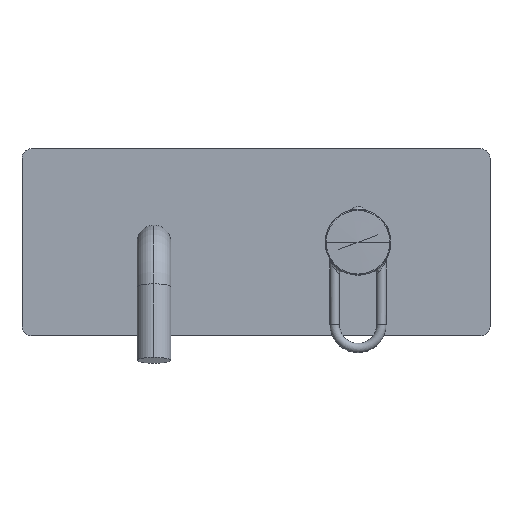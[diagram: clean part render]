
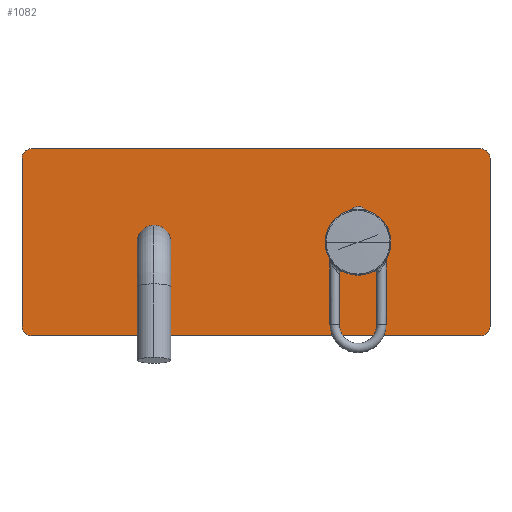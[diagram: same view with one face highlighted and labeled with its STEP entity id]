
A CAD part, top view. The second image highlights one B-rep face of the part: STEP entity #1082.
In plain terms, the highlighted planar face has unit normal (0, 0, 1).
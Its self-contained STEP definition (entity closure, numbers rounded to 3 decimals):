
#83=CARTESIAN_POINT('',(65.5,45.,50.));
#84=DIRECTION('',(0.,0.,1.));
#85=DIRECTION('',(1.,0.,0.));
#86=AXIS2_PLACEMENT_3D('',#83,#84,#85);
#88=DIRECTION('',(0.,1.,0.));
#89=VECTOR('',#88,90.);
#90=CARTESIAN_POINT('',(70.5,-45.,50.));
#91=LINE('',#90,#89);
#92=CARTESIAN_POINT('',(65.5,-45.,50.));
#93=DIRECTION('',(0.,0.,1.));
#94=DIRECTION('',(0.,-1.,0.));
#95=AXIS2_PLACEMENT_3D('',#92,#93,#94);
#97=DIRECTION('',(1.,0.,0.));
#98=VECTOR('',#97,240.);
#99=CARTESIAN_POINT('',(-174.5,-50.,50.));
#100=LINE('',#99,#98);
#101=CARTESIAN_POINT('',(-174.5,-45.,50.));
#102=DIRECTION('',(0.,0.,1.));
#103=DIRECTION('',(-1.,0.,0.));
#104=AXIS2_PLACEMENT_3D('',#101,#102,#103);
#106=DIRECTION('',(0.,-1.,0.));
#107=VECTOR('',#106,90.);
#108=CARTESIAN_POINT('',(-179.5,45.,50.));
#109=LINE('',#108,#107);
#110=CARTESIAN_POINT('',(-174.5,45.,50.));
#111=DIRECTION('',(0.,0.,1.));
#112=DIRECTION('',(0.,1.,0.));
#113=AXIS2_PLACEMENT_3D('',#110,#111,#112);
#115=DIRECTION('',(-1.,0.,0.));
#116=VECTOR('',#115,240.);
#117=CARTESIAN_POINT('',(65.5,50.,50.));
#118=LINE('',#117,#116);
#119=CARTESIAN_POINT('',(-109.,0.,50.));
#120=DIRECTION('',(0.,0.,1.));
#121=DIRECTION('',(0.,-1.,0.));
#122=AXIS2_PLACEMENT_3D('',#119,#120,#121);
#124=CARTESIAN_POINT('',(-109.,0.,50.));
#125=DIRECTION('',(0.,0.,1.));
#126=DIRECTION('',(0.,1.,0.));
#127=AXIS2_PLACEMENT_3D('',#124,#125,#126);
#137=CARTESIAN_POINT('',(0.,0.,50.));
#138=DIRECTION('',(0.,0.,-1.));
#139=DIRECTION('',(-1.,0.,0.));
#140=AXIS2_PLACEMENT_3D('',#137,#138,#139);
#147=CARTESIAN_POINT('',(0.,0.,50.));
#148=DIRECTION('',(0.,0.,-1.));
#149=DIRECTION('',(1.,0.,0.));
#150=AXIS2_PLACEMENT_3D('',#147,#148,#149);
#811=CARTESIAN_POINT('',(70.5,45.,50.));
#812=VERTEX_POINT('',#811);
#813=CARTESIAN_POINT('',(65.5,50.,50.));
#814=VERTEX_POINT('',#813);
#819=CARTESIAN_POINT('',(-174.5,50.,50.));
#820=VERTEX_POINT('',#819);
#821=CARTESIAN_POINT('',(-179.5,45.,50.));
#822=VERTEX_POINT('',#821);
#827=CARTESIAN_POINT('',(-179.5,-45.,50.));
#828=VERTEX_POINT('',#827);
#829=CARTESIAN_POINT('',(-174.5,-50.,50.));
#830=VERTEX_POINT('',#829);
#835=CARTESIAN_POINT('',(65.5,-50.,50.));
#836=VERTEX_POINT('',#835);
#837=CARTESIAN_POINT('',(70.5,-45.,50.));
#838=VERTEX_POINT('',#837);
#855=CARTESIAN_POINT('',(-109.,-9.,50.));
#856=CARTESIAN_POINT('',(-109.,9.,50.));
#857=VERTEX_POINT('',#855);
#858=VERTEX_POINT('',#856);
#867=CARTESIAN_POINT('',(-17.6,0.,50.));
#868=CARTESIAN_POINT('',(17.6,0.,50.));
#869=VERTEX_POINT('',#867);
#870=VERTEX_POINT('',#868);
#1054=CARTESIAN_POINT('',(0.,0.,50.));
#1055=DIRECTION('',(0.,0.,1.));
#1056=DIRECTION('',(1.,0.,0.));
#1057=AXIS2_PLACEMENT_3D('',#1054,#1055,#1056);
#1058=PLANE('',#1057);
#1059=ORIENTED_EDGE('',*,*,#936,.F.);
#1060=ORIENTED_EDGE('',*,*,#959,.F.);
#1061=ORIENTED_EDGE('',*,*,#979,.F.);
#1062=ORIENTED_EDGE('',*,*,#999,.F.);
#1063=ORIENTED_EDGE('',*,*,#1021,.F.);
#1064=ORIENTED_EDGE('',*,*,#1040,.F.);
#1065=ORIENTED_EDGE('',*,*,#884,.F.);
#1067=ORIENTED_EDGE('',*,*,#1066,.F.);
#1068=EDGE_LOOP('',(#1059,#1060,#1061,#1062,#1063,#1064,#1065,#1067));
#1069=FACE_OUTER_BOUND('',#1068,.F.);
#1071=ORIENTED_EDGE('',*,*,#1070,.F.);
#1073=ORIENTED_EDGE('',*,*,#1072,.F.);
#1074=EDGE_LOOP('',(#1071,#1073));
#1075=FACE_BOUND('',#1074,.F.);
#1077=ORIENTED_EDGE('',*,*,#1076,.T.);
#1079=ORIENTED_EDGE('',*,*,#1078,.T.);
#1080=EDGE_LOOP('',(#1077,#1079));
#1081=FACE_BOUND('',#1080,.F.);
#1082=ADVANCED_FACE('',(#1069,#1075,#1081),#1058,.T.);
#87=CIRCLE('',#86,5.);
#96=CIRCLE('',#95,5.);
#105=CIRCLE('',#104,5.);
#114=CIRCLE('',#113,5.);
#123=CIRCLE('',#122,9.);
#128=CIRCLE('',#127,9.);
#141=CIRCLE('',#140,17.6);
#151=CIRCLE('',#150,17.6);
#884=EDGE_CURVE('',#820,#822,#114,.T.);
#936=EDGE_CURVE('',#812,#814,#87,.T.);
#959=EDGE_CURVE('',#838,#812,#91,.T.);
#979=EDGE_CURVE('',#836,#838,#96,.T.);
#999=EDGE_CURVE('',#830,#836,#100,.T.);
#1021=EDGE_CURVE('',#828,#830,#105,.T.);
#1040=EDGE_CURVE('',#822,#828,#109,.T.);
#1066=EDGE_CURVE('',#814,#820,#118,.T.);
#1070=EDGE_CURVE('',#869,#870,#141,.T.);
#1072=EDGE_CURVE('',#870,#869,#151,.T.);
#1076=EDGE_CURVE('',#857,#858,#123,.T.);
#1078=EDGE_CURVE('',#858,#857,#128,.T.);
